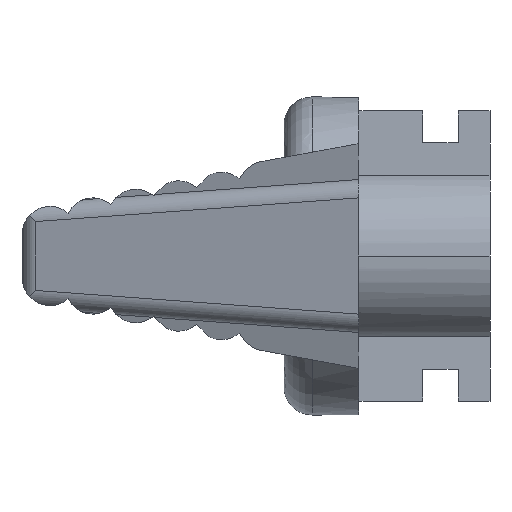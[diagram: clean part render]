
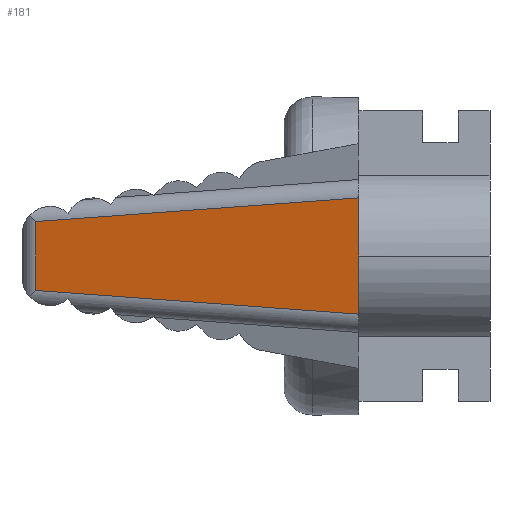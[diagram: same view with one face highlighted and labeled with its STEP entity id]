
A CAD part, left-side view. The second image highlights one B-rep face of the part: STEP entity #181.
In plain terms, the highlighted planar face has unit normal (-0.966, 0.259, 0).
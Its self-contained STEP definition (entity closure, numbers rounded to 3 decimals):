
#181=ADVANCED_FACE('',(#475),#476,.F.);
#475=FACE_OUTER_BOUND('',#907,.T.);
#476=PLANE('',#908);
#907=EDGE_LOOP('',(#2068,#2069,#2070,#2071));
#908=AXIS2_PLACEMENT_3D('',#2072,#2073,#2074);
#2068=ORIENTED_EDGE('',*,*,#2624,.F.);
#2069=ORIENTED_EDGE('',*,*,#2623,.F.);
#2070=ORIENTED_EDGE('',*,*,#2625,.T.);
#2071=ORIENTED_EDGE('',*,*,#2303,.T.);
#2072=CARTESIAN_POINT('',(-25.59,9.0,-1.67));
#2073=DIRECTION('',(0.966,-0.259,0.0));
#2074=DIRECTION('',(0.0,0.0,-1.0));
#2303=EDGE_CURVE('',#2784,#2782,#2785,.T.);
#2623=EDGE_CURVE('',#3303,#3301,#3305,.T.);
#2624=EDGE_CURVE('',#3301,#2782,#3306,.T.);
#2625=EDGE_CURVE('',#3303,#2784,#3307,.T.);
#2782=VERTEX_POINT('',#3804);
#2784=VERTEX_POINT('',#3812);
#2785=LINE('',#3813,#3814);
#3301=VERTEX_POINT('',#5145);
#3303=VERTEX_POINT('',#5151);
#3305=LINE('',#5157,#5158);
#3306=LINE('',#5159,#5160);
#3307=LINE('',#5161,#5162);
#3804=CARTESIAN_POINT('',(-28.0,0.0,3.104));
#3812=CARTESIAN_POINT('',(-28.0,0.0,-3.104));
#3813=CARTESIAN_POINT('',(-28.0,0.0,-3.104));
#3814=VECTOR('',#5262,6.209);
#5145=CARTESIAN_POINT('',(-23.379,17.259,1.839));
#5151=CARTESIAN_POINT('',(-23.379,17.259,-1.839));
#5157=CARTESIAN_POINT('',(-23.379,17.259,-1.839));
#5158=VECTOR('',#5571,3.677);
#5159=CARTESIAN_POINT('',(-23.379,17.259,1.839));
#5160=VECTOR('',#5572,17.911);
#5161=CARTESIAN_POINT('',(-23.379,17.259,-1.839));
#5162=VECTOR('',#5573,17.911);
#5262=DIRECTION('',(0.0,0.0,1.0));
#5571=DIRECTION('',(0.0,0.0,1.0));
#5572=DIRECTION('',(-0.258,-0.964,0.071));
#5573=DIRECTION('',(-0.258,-0.964,-0.071));
